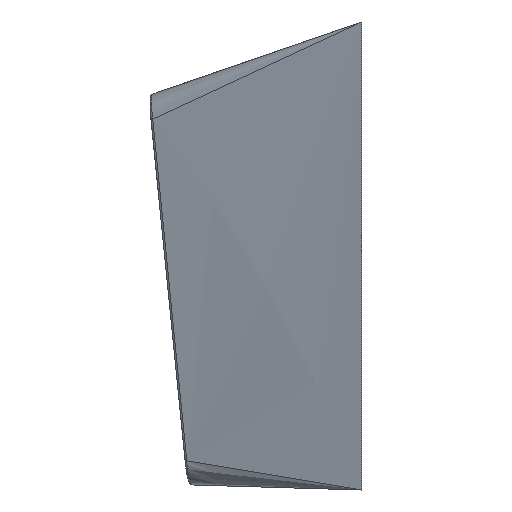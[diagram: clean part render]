
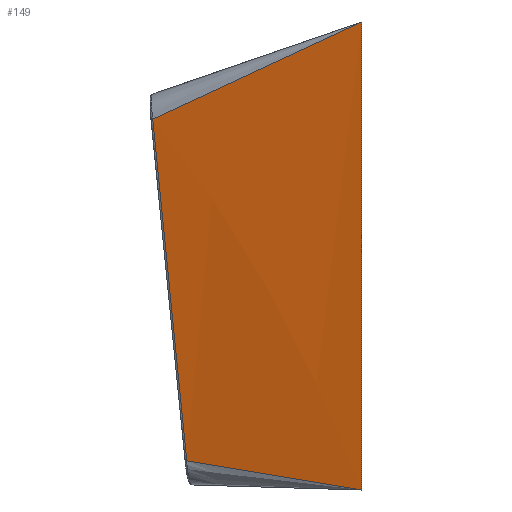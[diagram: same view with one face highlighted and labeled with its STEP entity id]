
A CAD part, left-side view. The second image highlights one B-rep face of the part: STEP entity #149.
In plain terms, the highlighted free-form (B-spline) face has degree [3, 1] with [6, 2] control points.
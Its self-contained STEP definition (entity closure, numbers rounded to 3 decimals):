
#86 = CARTESIAN_POINT ( 'NONE',  ( 2.623, 6.883, 2.56 ) ) ;
#90 = B_SPLINE_CURVE_WITH_KNOTS ( 'NONE', 3,
 ( #568, #163, #1021, #1290 ),
 .UNSPECIFIED., .F., .F.,
 ( 4, 4 ),
 ( 0.011, 1. ),
 .UNSPECIFIED. ) ;
#138 = CARTESIAN_POINT ( 'NONE',  ( 0., 0., 0. ) ) ;
#142 = CARTESIAN_POINT ( 'NONE',  ( 0., 0., 18. ) ) ;
#147 = CARTESIAN_POINT ( 'NONE',  ( 0., 0., 18. ) ) ;
#149 = ADVANCED_FACE ( 'NONE', ( #1044 ), #772, .T. ) ;
#160 = CARTESIAN_POINT ( 'NONE',  ( 0., 0., 12. ) ) ;
#163 = CARTESIAN_POINT ( 'NONE',  ( 1.816, 4.636, 0.787 ) ) ;
#222 = CARTESIAN_POINT ( 'NONE',  ( 2.622, 6.741, 1.125 ) ) ;
#240 = B_SPLINE_CURVE_WITH_KNOTS ( 'NONE', 3,
 ( #147, #1126, #595, #302, #1694, #1424, #314, #388, #678, #1105, #1239, #1521, #1231, #265, #1775, #1660, #1387, #1374, #1785, #836, #542, #1792, #397, #1645, #974, #1117, #1357, #1538, #1665 ),
 .UNSPECIFIED., .F., .F.,
 ( 4, 2, 2, 1, 1, 1, 2, 2, 1, 2, 2, 1, 1, 1, 2, 2, 2, 4 ),
 ( 0., 0.488, 0.503, 0.519, 0.549, 0.61, 0.732, 0.763, 0.793, 0.854, 0.885, 0.915, 0.93, 0.934, 0.936, 0.938, 0.946, 0.976 ),
 .UNSPECIFIED. ) ;
#265 = CARTESIAN_POINT ( 'NONE',  ( 2.125, 6.528, 14.967 ) ) ;
#276 = CARTESIAN_POINT ( 'NONE',  ( 0., 0., 18. ) ) ;
#278 = EDGE_CURVE ( 'NONE', #318, #1160, #363, .T. ) ;
#302 = CARTESIAN_POINT ( 'NONE',  ( 1.3, 4.01, 16.142 ) ) ;
#304 = VECTOR ( 'NONE', #1132, 1000. ) ;
#314 = CARTESIAN_POINT ( 'NONE',  ( 1.382, 4.26, 16.026 ) ) ;
#318 = VERTEX_POINT ( 'NONE', #142 ) ;
#363 = LINE ( 'NONE', #1742, #304 ) ;
#364 = CARTESIAN_POINT ( 'NONE',  ( 2.623, 7.026, 3.996 ) ) ;
#388 = CARTESIAN_POINT ( 'NONE',  ( 1.478, 4.554, 15.889 ) ) ;
#397 = CARTESIAN_POINT ( 'NONE',  ( 2.48, 7.607, 14.461 ) ) ;
#402 = CARTESIAN_POINT ( 'NONE',  ( 0., 0., 15. ) ) ;
#409 = CARTESIAN_POINT ( 'NONE',  ( 2.65, 8.215, 15.171 ) ) ;
#509 = CARTESIAN_POINT ( 'NONE',  ( 2.625, 7.896, 12.749 ) ) ;
#542 = CARTESIAN_POINT ( 'NONE',  ( 2.472, 7.581, 14.473 ) ) ;
#563 = VERTEX_POINT ( 'NONE', #1496 ) ;
#568 = CARTESIAN_POINT ( 'NONE',  ( 2.622, 6.741, 1.125 ) ) ;
#595 = CARTESIAN_POINT ( 'NONE',  ( 0.876, 2.708, 16.748 ) ) ;
#678 = CARTESIAN_POINT ( 'NONE',  ( 1.668, 5.137, 15.618 ) ) ;
#686 = ORIENTED_EDGE ( 'NONE', *, *, #278, .F. ) ;
#738 = EDGE_CURVE ( 'NONE', #563, #1160, #90, .T. ) ;
#772 = B_SPLINE_SURFACE_WITH_KNOTS ( 'NONE', 3, 1, ( 
 ( #138, #1784 ),
 ( #1255, #1546 ),
 ( #853, #835 ),
 ( #160, #1791 ),
 ( #402, #1655 ),
 ( #276, #409 ) ),
 .UNSPECIFIED., .F., .F., .F.,
 ( 4, 2, 4 ),
 ( 2, 2 ),
 ( 0., 0.5, 1. ),
 ( 0., 1. ),
 .UNSPECIFIED. ) ;
#781 = CARTESIAN_POINT ( 'NONE',  ( 0., 0., 0. ) ) ;
#789 = B_SPLINE_CURVE_WITH_KNOTS ( 'NONE', 3,
 ( #1481, #509, #1494, #1209, #1767, #919, #1329, #364, #86, #222 ),
 .UNSPECIFIED., .F., .F.,
 ( 4, 3, 3, 4 ),
 ( 0., 0.005, 0.009, 0.013 ),
 .UNSPECIFIED. ) ;
#835 = CARTESIAN_POINT ( 'NONE',  ( 2.65, 7.218, 5.19 ) ) ;
#836 = CARTESIAN_POINT ( 'NONE',  ( 2.453, 7.525, 14.5 ) ) ;
#853 = CARTESIAN_POINT ( 'NONE',  ( 0., 0., 6. ) ) ;
#872 = ORIENTED_EDGE ( 'NONE', *, *, #1462, .T. ) ;
#919 = CARTESIAN_POINT ( 'NONE',  ( 2.624, 7.311, 6.866 ) ) ;
#974 = CARTESIAN_POINT ( 'NONE',  ( 2.498, 7.661, 14.436 ) ) ;
#1021 = CARTESIAN_POINT ( 'NONE',  ( 0.942, 2.389, 0.411 ) ) ;
#1044 = FACE_OUTER_BOUND ( 'NONE', #1119, .T. ) ;
#1105 = CARTESIAN_POINT ( 'NONE',  ( 1.829, 5.627, 15.389 ) ) ;
#1117 = CARTESIAN_POINT ( 'NONE',  ( 2.511, 7.7, 14.418 ) ) ;
#1119 = EDGE_LOOP ( 'NONE', ( #1223, #872, #1615, #686 ) ) ;
#1126 = CARTESIAN_POINT ( 'NONE',  ( 0.447, 1.385, 17.361 ) ) ;
#1132 = DIRECTION ( 'NONE',  ( 0., 0., -1. ) ) ;
#1160 = VERTEX_POINT ( 'NONE', #781 ) ;
#1209 = CARTESIAN_POINT ( 'NONE',  ( 2.624, 7.596, 9.736 ) ) ;
#1223 = ORIENTED_EDGE ( 'NONE', *, *, #1703, .T. ) ;
#1231 = CARTESIAN_POINT ( 'NONE',  ( 2.043, 6.279, 15.084 ) ) ;
#1239 = CARTESIAN_POINT ( 'NONE',  ( 1.962, 6.031, 15.2 ) ) ;
#1255 = CARTESIAN_POINT ( 'NONE',  ( 0., 0., 3. ) ) ;
#1290 = CARTESIAN_POINT ( 'NONE',  ( 0., 0., 0. ) ) ;
#1329 = CARTESIAN_POINT ( 'NONE',  ( 2.623, 7.168, 5.431 ) ) ;
#1357 = CARTESIAN_POINT ( 'NONE',  ( 2.57, 7.879, 14.333 ) ) ;
#1374 = CARTESIAN_POINT ( 'NONE',  ( 2.368, 7.267, 14.621 ) ) ;
#1387 = CARTESIAN_POINT ( 'NONE',  ( 2.314, 7.102, 14.698 ) ) ;
#1424 = CARTESIAN_POINT ( 'NONE',  ( 1.341, 4.133, 16.085 ) ) ;
#1462 = EDGE_CURVE ( 'NONE', #1777, #563, #789, .T. ) ;
#1481 = CARTESIAN_POINT ( 'NONE',  ( 2.625, 8.045, 14.255 ) ) ;
#1494 = CARTESIAN_POINT ( 'NONE',  ( 2.625, 7.746, 11.243 ) ) ;
#1496 = CARTESIAN_POINT ( 'NONE',  ( 2.622, 6.741, 1.125 ) ) ;
#1521 = CARTESIAN_POINT ( 'NONE',  ( 1.988, 6.113, 15.162 ) ) ;
#1538 = CARTESIAN_POINT ( 'NONE',  ( 2.605, 7.982, 14.285 ) ) ;
#1546 = CARTESIAN_POINT ( 'NONE',  ( 2.65, 6.969, 2.695 ) ) ;
#1554 = CARTESIAN_POINT ( 'NONE',  ( 2.625, 8.045, 14.255 ) ) ;
#1615 = ORIENTED_EDGE ( 'NONE', *, *, #738, .T. ) ;
#1645 = CARTESIAN_POINT ( 'NONE',  ( 2.482, 7.61, 14.46 ) ) ;
#1655 = CARTESIAN_POINT ( 'NONE',  ( 2.65, 7.966, 12.676 ) ) ;
#1660 = CARTESIAN_POINT ( 'NONE',  ( 2.287, 7.02, 14.737 ) ) ;
#1665 = CARTESIAN_POINT ( 'NONE',  ( 2.625, 8.045, 14.255 ) ) ;
#1694 = CARTESIAN_POINT ( 'NONE',  ( 1.313, 4.049, 16.125 ) ) ;
#1703 = EDGE_CURVE ( 'NONE', #318, #1777, #240, .T. ) ;
#1742 = CARTESIAN_POINT ( 'NONE',  ( 0., 0., 18. ) ) ;
#1767 = CARTESIAN_POINT ( 'NONE',  ( 2.624, 7.453, 8.301 ) ) ;
#1775 = CARTESIAN_POINT ( 'NONE',  ( 2.206, 6.775, 14.852 ) ) ;
#1777 = VERTEX_POINT ( 'NONE', #1554 ) ;
#1784 = CARTESIAN_POINT ( 'NONE',  ( 2.65, 6.72, 0.199 ) ) ;
#1785 = CARTESIAN_POINT ( 'NONE',  ( 2.409, 7.391, 14.563 ) ) ;
#1791 = CARTESIAN_POINT ( 'NONE',  ( 2.65, 7.716, 10.181 ) ) ;
#1792 = CARTESIAN_POINT ( 'NONE',  ( 2.477, 7.596, 14.466 ) ) ;
